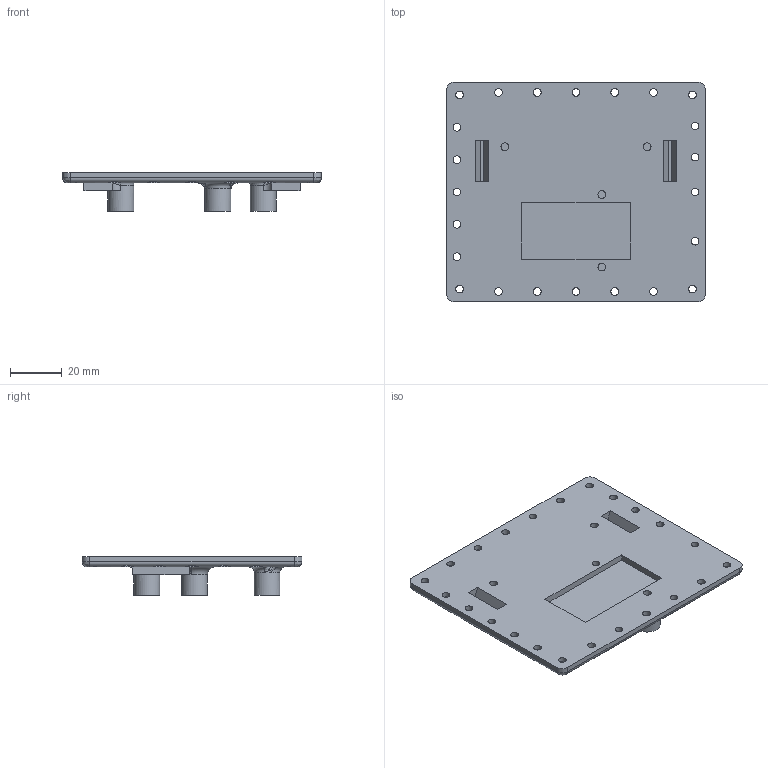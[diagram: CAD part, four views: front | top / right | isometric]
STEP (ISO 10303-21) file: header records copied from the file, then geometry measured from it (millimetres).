
FILE_DESCRIPTION(/* description */ (''),/* implementation_level */ '2;1');
FILE_NAME(/* name */ 'back_lid_CN3065_BLM.stp',/* time_stamp */ '2019-09-19T10:53:05+02:00',/* author */ ('ZEUSLAP'),/* organization */ (''),/* preprocessor_version */ 'ST-DEVELOPER v16.13',/* originating_system */ 'Autodesk Inventor 2018',/* authorisation */ '');
FILE_SCHEMA (('AUTOMOTIVE_DESIGN { 1 0 10303 214 3 1 1 }'));
Length unit declared in the file: millimetre
Products named in the file (1): back_lid
Bounding box: 100 x 85 x 15 mm (x, y, z)
Volume: 27144.5 mm3; surface area: 22356.6 mm2
Topology: 1 solids, 1 shells, 226 faces, 588 edges, 359 vertices
Faces by surface type: cylinder 104, plane 70, bspline 38, torus 12, sphere 2
Full cylindrical faces by diameter (mm): 3 x27, 7 x23, 10 x4
Entity records: 7803 total; most frequent: CARTESIAN_POINT 2708, DIRECTION 1031, ORIENTED_EDGE 990, EDGE_CURVE 495, AXIS2_PLACEMENT_3D 428, EDGE_LOOP 333, VERTEX_POINT 332, FACE_OUTER_BOUND 226
